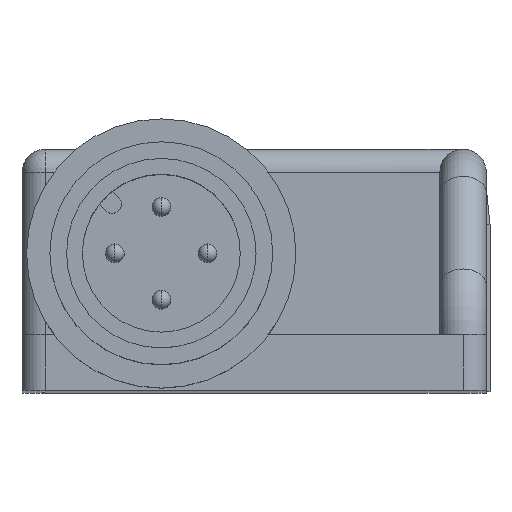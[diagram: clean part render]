
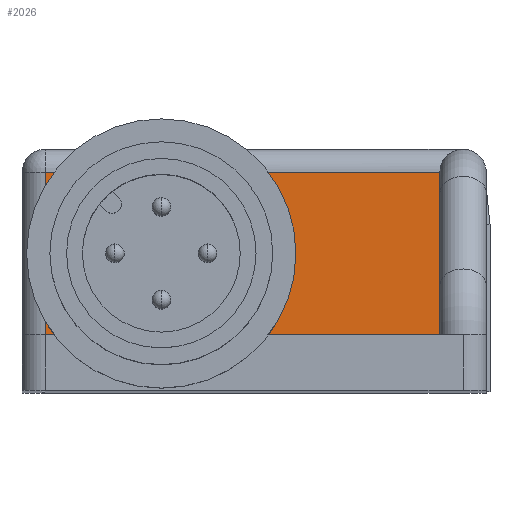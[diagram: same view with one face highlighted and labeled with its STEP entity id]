
A CAD part, top view. The second image highlights one B-rep face of the part: STEP entity #2026.
In plain terms, the highlighted planar face has unit normal (0, 0, 1).
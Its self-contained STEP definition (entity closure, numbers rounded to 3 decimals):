
#433=DIRECTION('',(0.,1.,0.));
#434=VECTOR('',#433,8.75);
#435=CARTESIAN_POINT('',(10.,-3.5,34.));
#436=LINE('',#435,#434);
#734=DIRECTION('',(1.,0.,0.));
#735=VECTOR('',#734,21.25);
#736=CARTESIAN_POINT('',(-11.25,5.25,34.));
#737=LINE('',#736,#735);
#749=CARTESIAN_POINT('',(-5.,0.65,34.));
#750=DIRECTION('',(0.,0.,1.));
#751=DIRECTION('',(-1.,0.,0.));
#752=AXIS2_PLACEMENT_3D('',#749,#750,#751);
#757=DIRECTION('',(-1.,0.,0.));
#758=VECTOR('',#757,5.333);
#759=CARTESIAN_POINT('',(-5.917,-3.5,34.));
#760=LINE('',#759,#758);
#764=DIRECTION('',(-1.,0.,0.));
#765=VECTOR('',#764,14.083);
#766=CARTESIAN_POINT('',(10.,-3.5,34.));
#767=LINE('',#766,#765);
#771=CARTESIAN_POINT('',(-5.,0.65,34.));
#772=DIRECTION('',(0.,0.,1.));
#773=DIRECTION('',(0.216,-0.976,0.));
#774=AXIS2_PLACEMENT_3D('',#771,#772,#773);
#779=CARTESIAN_POINT('',(-5.,0.65,34.));
#780=DIRECTION('',(0.,0.,1.));
#781=DIRECTION('',(1.,0.,0.));
#782=AXIS2_PLACEMENT_3D('',#779,#780,#781);
#802=DIRECTION('',(0.,1.,0.));
#803=VECTOR('',#802,8.75);
#804=CARTESIAN_POINT('',(-11.25,-3.5,34.));
#805=LINE('',#804,#803);
#1085=CARTESIAN_POINT('',(-11.25,-3.5,34.));
#1086=CARTESIAN_POINT('',(-11.25,5.25,34.));
#1087=VERTEX_POINT('',#1085);
#1088=VERTEX_POINT('',#1086);
#1140=CARTESIAN_POINT('',(10.,5.25,34.));
#1142=VERTEX_POINT('',#1140);
#1167=CARTESIAN_POINT('',(10.,-3.5,34.));
#1168=VERTEX_POINT('',#1167);
#1239=CARTESIAN_POINT('',(-5.917,-3.5,34.));
#1240=VERTEX_POINT('',#1239);
#1241=CARTESIAN_POINT('',(-4.083,-3.5,34.));
#1242=VERTEX_POINT('',#1241);
#1243=CARTESIAN_POINT('',(-9.25,0.65,34.));
#1244=VERTEX_POINT('',#1243);
#1245=CARTESIAN_POINT('',(-0.75,0.65,34.));
#1246=VERTEX_POINT('',#1245);
#2007=CARTESIAN_POINT('',(10.,-3.5,34.));
#2008=DIRECTION('',(0.,0.,-1.));
#2009=DIRECTION('',(0.,1.,0.));
#2010=AXIS2_PLACEMENT_3D('',#2007,#2008,#2009);
#2011=PLANE('',#2010);
#2013=ORIENTED_EDGE('',*,*,#2012,.T.);
#2014=ORIENTED_EDGE('',*,*,#1439,.T.);
#2016=ORIENTED_EDGE('',*,*,#2015,.T.);
#2017=ORIENTED_EDGE('',*,*,#1993,.T.);
#2018=ORIENTED_EDGE('',*,*,#1707,.F.);
#2019=ORIENTED_EDGE('',*,*,#1458,.T.);
#2021=ORIENTED_EDGE('',*,*,#2020,.T.);
#2023=ORIENTED_EDGE('',*,*,#2022,.T.);
#2024=EDGE_LOOP('',(#2013,#2014,#2016,#2017,#2018,#2019,#2021,#2023));
#2025=FACE_OUTER_BOUND('',#2024,.F.);
#2026=ADVANCED_FACE('',(#2025),#2011,.F.);
#753=CIRCLE('',#752,4.25);
#775=CIRCLE('',#774,4.25);
#783=CIRCLE('',#782,4.25);
#1439=EDGE_CURVE('',#1240,#1087,#760,.T.);
#1458=EDGE_CURVE('',#1168,#1242,#767,.T.);
#1707=EDGE_CURVE('',#1168,#1142,#436,.T.);
#1993=EDGE_CURVE('',#1088,#1142,#737,.T.);
#2012=EDGE_CURVE('',#1244,#1240,#753,.T.);
#2015=EDGE_CURVE('',#1087,#1088,#805,.T.);
#2020=EDGE_CURVE('',#1242,#1246,#775,.T.);
#2022=EDGE_CURVE('',#1246,#1244,#783,.T.);
